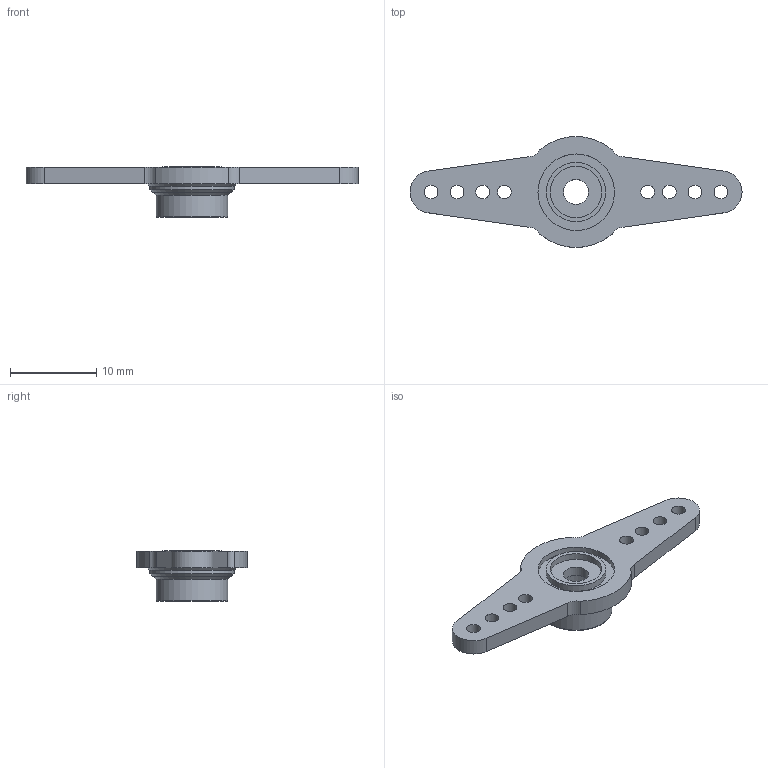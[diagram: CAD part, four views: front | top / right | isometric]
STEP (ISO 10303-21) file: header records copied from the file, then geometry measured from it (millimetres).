
FILE_DESCRIPTION(('FreeCAD Model'),'2;1');
FILE_NAME('SM-S4303R-2-arms-small-horn.stp','2014-08-19T08:53:02',('FreeCAD'),('FreeCAD'), 'Open CASCADE STEP processor 6.7','FreeCAD','Unknown');
FILE_SCHEMA(('AUTOMOTIVE_DESIGN_CC2 { 1 2 10303 214 -1 1 5 4 }'));
Length unit declared in the file: millimetre
Products named in the file (1): horn-final001
Bounding box: 38.6 x 12.9 x 5.9 mm (x, y, z)
Volume: 607.4 mm3; surface area: 1000.8 mm2
Topology: 1 solids, 1 shells, 40 faces, 99 edges, 67 vertices
Faces by surface type: cylinder 23, plane 12, cone 4, torus 1
Full cylindrical faces by diameter (mm): 1.6 x8, 2.9 x1, 5.9 x1, 6 x1, 6.9 x1, 8.37 x1, 8.9 x1, 9.8 x1
Entity records: 2651 total; most frequent: CARTESIAN_POINT 649, DIRECTION 375, ORIENTED_EDGE 198, PCURVE 198, DEFINITIONAL_REPRESENTATION 198, LINE 155, VECTOR 155, AXIS2_PLACEMENT_3D 101
